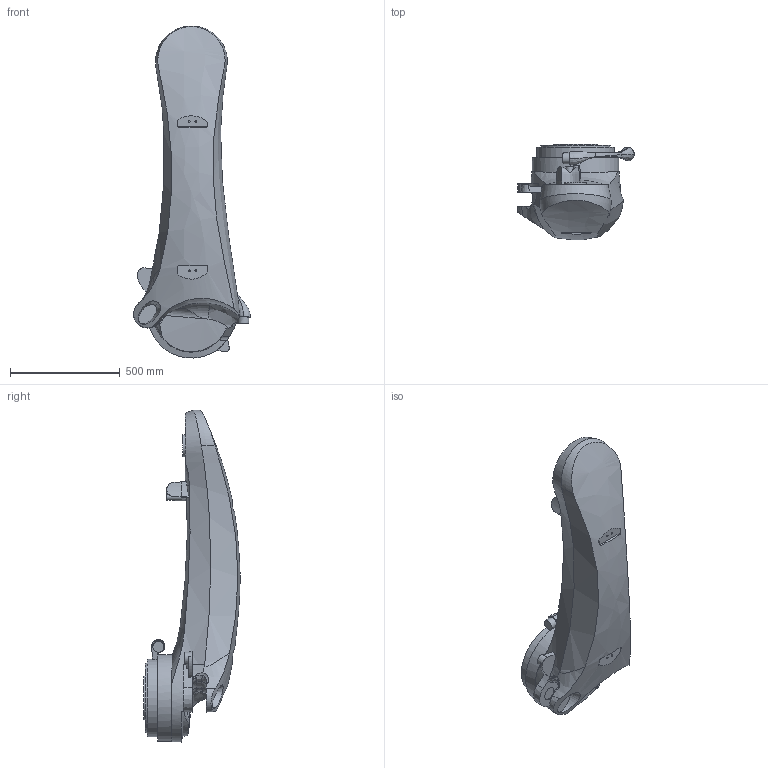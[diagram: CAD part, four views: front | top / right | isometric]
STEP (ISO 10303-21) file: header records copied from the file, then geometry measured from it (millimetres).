
FILE_DESCRIPTION(/* description */ (''),/* implementation_level */ '2;1');
FILE_NAME(/* name */ 'KR 210 Link2_ipt_c9dd890a.STEP',/* time_stamp */ '2017-12-21T04:40:00-05:00',/* author */ ('Jerrar'),/* organization */ (''),/* preprocessor_version */ 'ST-DEVELOPER v16.13',/* originating_system */ 'Autodesk Inventor 2018',/* authorisation */ '');
FILE_SCHEMA (('AUTOMOTIVE_DESIGN { 1 0 10303 214 3 1 1 }'));
Length unit declared in the file: millimetre
Products named in the file (1): KR 210 Link2
Bounding box: 532.45 x 438.3 x 1514.13 mm (x, y, z)
Volume: 97513224.5 mm3; surface area: 1791685.7 mm2
Topology: 1 solids, 1 shells, 153 faces, 384 edges, 248 vertices
Faces by surface type: plane 61, bspline 44, cylinder 28, cone 13, torus 7
Full cylindrical faces by diameter (mm): 8 x4, 50 x2, 52 x2, 55 x1, 60.5 x1, 100 x1, 200 x1, 315 x1, 353 x1, 395 x1
Entity records: 18864 total; most frequent: CARTESIAN_POINT 15558, ORIENTED_EDGE 712, DIRECTION 498, EDGE_CURVE 356, VERTEX_POINT 240, AXIS2_PLACEMENT_3D 216, EDGE_LOOP 188, B_SPLINE_CURVE_WITH_KNOTS 184
